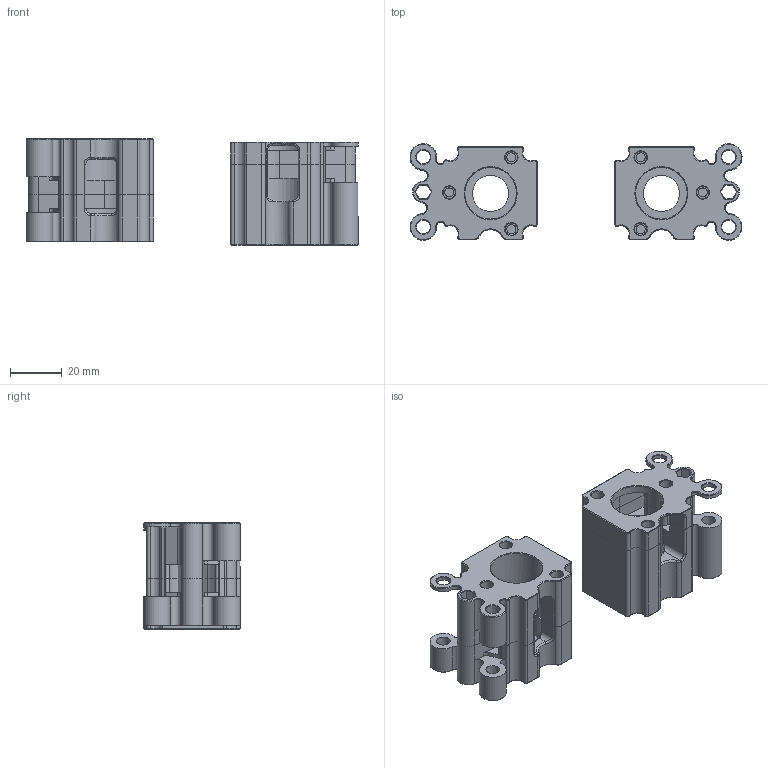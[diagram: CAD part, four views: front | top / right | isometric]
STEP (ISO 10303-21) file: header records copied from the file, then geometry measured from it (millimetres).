
FILE_DESCRIPTION(/* description */ (''),/* implementation_level */ '2;1');
FILE_NAME(/* name */ 'StepperTowerSpacers.step',/* time_stamp */ '2025-09-10T14:05:54-05:00',/* author */ (''),/* organization */ (''),/* preprocessor_version */ 'ST-DEVELOPER v20.1',/* originating_system */ 'Autodesk Translation Framework v14.10.0.0',/* authorisation */ '');
FILE_SCHEMA (('AUTOMOTIVE_DESIGN { 1 0 10303 214 3 1 1 }'));
Length unit declared in the file: millimetre
Products named in the file (8): 2025-09-10-13-37-50-341; 2025-09-10-14-03-25-555; 2025-09-10-14-04-09-151; 2025-09-10-13-43-51-183; 2025-09-10-13-43-33-115; 2025-09-10-14-04-19-575; 2025-09-10-13-44-42-102; 2025-09-10-13-44-26-576
Assembly tree (7 placements, depth 4):
  2025-09-10-13-37-50-341
    2025-09-10-14-03-25-555
      2025-09-10-14-04-09-151
        2025-09-10-13-43-51-183
        2025-09-10-13-43-33-115
      2025-09-10-14-04-19-575
        2025-09-10-13-44-42-102
        2025-09-10-13-44-26-576
Bounding box: 128.29 x 37.28 x 41.17 mm (x, y, z)
Volume: 74390.6 mm3; surface area: 33730.6 mm2
Topology: 6 solids, 6 shells, 525 faces, 1271 edges, 780 vertices
Faces by surface type: plane 186, cylinder 177, cone 118, bspline 44
Full cylindrical faces by diameter (mm): 3.5 x12, 3.8 x3, 4.7 x12, 5.3 x8, 14 x2, 20 x4, 24.65 x2, 25.25 x2
Entity records: 16826 total; most frequent: CARTESIAN_POINT 4219, DIRECTION 2662, ORIENTED_EDGE 2542, EDGE_CURVE 1271, AXIS2_PLACEMENT_3D 998, VERTEX_POINT 780, LINE 666, VECTOR 666
